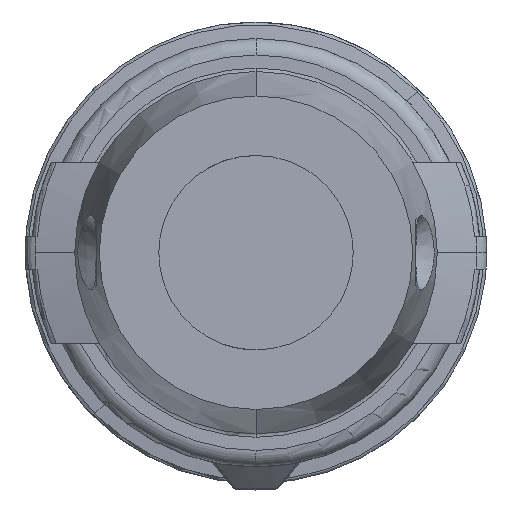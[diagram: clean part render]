
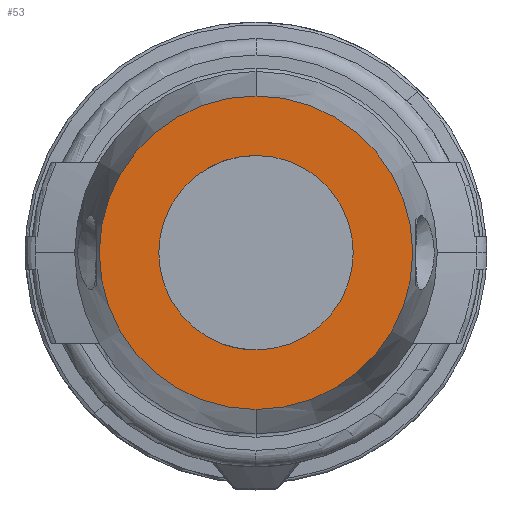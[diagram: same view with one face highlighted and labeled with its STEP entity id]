
A CAD part, left-side view. The second image highlights one B-rep face of the part: STEP entity #53.
In plain terms, the highlighted planar face has unit normal (-1, 0, 0).
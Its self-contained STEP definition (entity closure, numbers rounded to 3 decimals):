
#53=ADVANCED_FACE('',(#218,#219),#220,.F.);
#218=FACE_OUTER_BOUND('',#547,.T.);
#219=FACE_BOUND('',#548,.T.);
#220=PLANE('',#549);
#547=EDGE_LOOP('',(#1495,#1496));
#548=EDGE_LOOP('',(#1497,#1498));
#549=AXIS2_PLACEMENT_3D('',#1499,#1500,#1501);
#1495=ORIENTED_EDGE('',*,*,#2749,.T.);
#1496=ORIENTED_EDGE('',*,*,#2750,.T.);
#1497=ORIENTED_EDGE('',*,*,#2748,.T.);
#1498=ORIENTED_EDGE('',*,*,#2740,.T.);
#1499=CARTESIAN_POINT('',(199.233,17.959,42.054));
#1500=DIRECTION('',(1.0,0.0,0.0));
#1501=DIRECTION('',(0.0,1.0,0.0));
#2740=EDGE_CURVE('',#3183,#3181,#3184,.T.);
#2748=EDGE_CURVE('',#3181,#3183,#3194,.T.);
#2749=EDGE_CURVE('',#3195,#3196,#3197,.T.);
#2750=EDGE_CURVE('',#3196,#3195,#3198,.T.);
#3181=VERTEX_POINT('',#3898);
#3183=VERTEX_POINT('',#3901);
#3184=CIRCLE('',#3902,2.95);
#3194=CIRCLE('',#3917,2.95);
#3195=VERTEX_POINT('',#3918);
#3196=VERTEX_POINT('',#3919);
#3197=CIRCLE('',#3920,4.756);
#3198=CIRCLE('',#3921,4.756);
#3898=CARTESIAN_POINT('',(199.233,31.86,29.2));
#3901=CARTESIAN_POINT('',(199.233,31.86,35.1));
#3902=AXIS2_PLACEMENT_3D('',#5215,#5216,#5217);
#3917=AXIS2_PLACEMENT_3D('',#5229,#5230,#5231);
#3918=CARTESIAN_POINT('',(199.233,31.86,27.394));
#3919=CARTESIAN_POINT('',(199.233,31.86,36.906));
#3920=AXIS2_PLACEMENT_3D('',#5232,#5233,#5234);
#3921=AXIS2_PLACEMENT_3D('',#5235,#5236,#5237);
#5215=CARTESIAN_POINT('',(199.233,31.86,32.15));
#5216=DIRECTION('',(1.0,0.0,-0.0));
#5217=DIRECTION('',(0.0,0.0,1.0));
#5229=CARTESIAN_POINT('',(199.233,31.86,32.15));
#5230=DIRECTION('',(1.0,0.0,0.0));
#5231=DIRECTION('',(0.0,0.0,-1.0));
#5232=CARTESIAN_POINT('',(199.233,31.86,32.15));
#5233=DIRECTION('',(-1.0,0.0,0.0));
#5234=DIRECTION('',(0.0,0.0,-1.0));
#5235=CARTESIAN_POINT('',(199.233,31.86,32.15));
#5236=DIRECTION('',(-1.0,0.0,0.0));
#5237=DIRECTION('',(0.0,0.,1.0));
